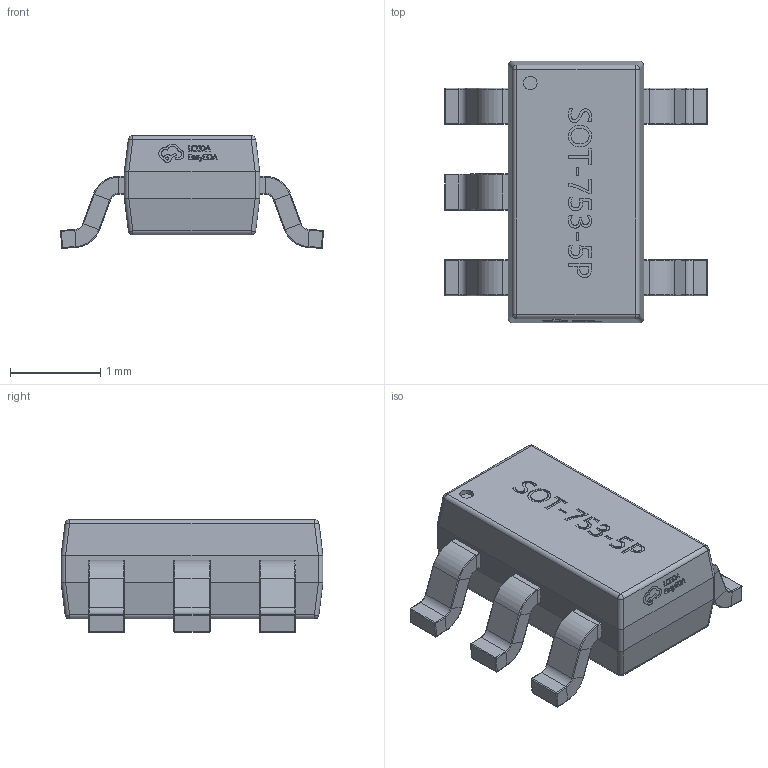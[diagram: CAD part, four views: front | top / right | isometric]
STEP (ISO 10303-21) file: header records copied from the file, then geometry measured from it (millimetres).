
FILE_DESCRIPTION (( 'STEP AP214' ), '1' );
FILE_NAME ('SC-74A-5_L2.9-W1.5-H1.1-LS2.8-P0.98.step', '2022-07-09T14:46:27', ( '' ), ( '' ), 'SwSTEP 2.0', 'SolidWorks 2020', '' );
FILE_SCHEMA (( 'AUTOMOTIVE_DESIGN' ));
Length unit declared in the file: millimetre
Products named in the file (1): SC-74A-5_L2.9-W1.5-H1.1-LS2.8-P0.98
Bounding box: 2.91 x 2.9 x 1.25 mm (x, y, z)
Volume: 5 mm3; surface area: 24.1 mm2
Topology: 6 solids, 6 shells, 698 faces, 1712 edges, 1055 vertices
Faces by surface type: plane 339, bspline 164, cylinder 122, torus 40, sphere 33
Entity records: 31923 total; most frequent: CARTESIAN_POINT 8928, ORIENTED_EDGE 3384, DIRECTION 2684, EDGE_CURVE 1692, VECTOR 1058, LINE 1058, VERTEX_POINT 1045, AXIS2_PLACEMENT_3D 813
